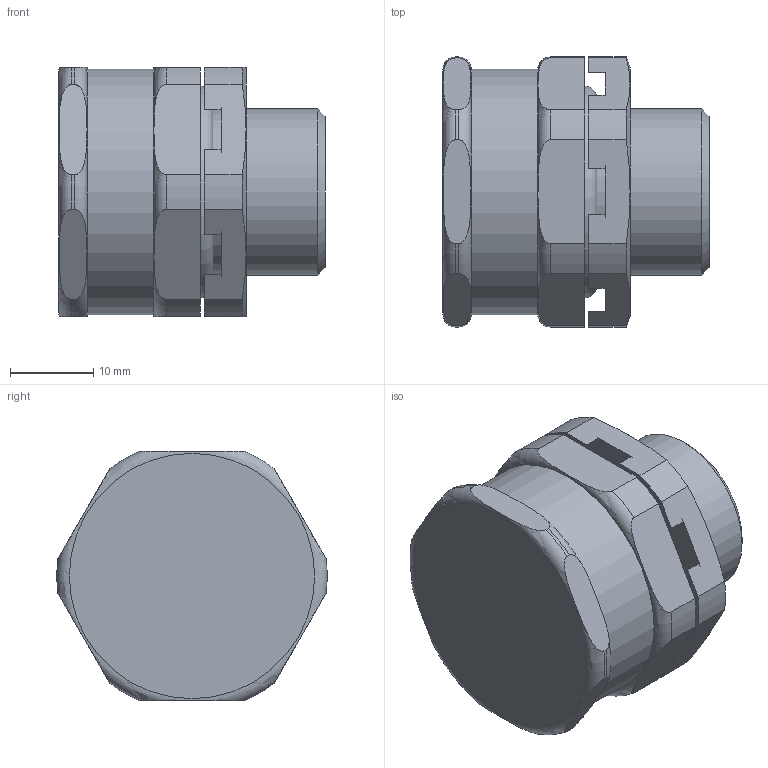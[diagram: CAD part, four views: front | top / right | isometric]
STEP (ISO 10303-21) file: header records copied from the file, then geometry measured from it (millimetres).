
FILE_DESCRIPTION(/* description */ ('Hawke IPT Template'),/* implementation_level */ '2;1');
FILE_NAME(/* name */ 'Part1.stp',/* time_stamp */ '2023-08-29T17:37:15+05:00',/* author */ ('pradhakrishnan'),/* organization */ (''),/* preprocessor_version */ 'ST-DEVELOPER v18',/* originating_system */ 'Autodesk Inventor 2020',/* authorisation */ '');
FILE_SCHEMA (('AUTOMOTIVE_DESIGN { 1 0 10303 214 3 1 1 }'));
Length unit declared in the file: millimetre
Products named in the file (1): Part1
Bounding box: 32 x 32.47 x 30 mm (x, y, z)
Volume: 20615.5 mm3; surface area: 7405.3 mm2
Topology: 4 solids, 4 shells, 69 faces, 184 edges, 122 vertices
Faces by surface type: plane 31, cylinder 27, cone 7, torus 4
Full cylindrical faces by diameter (mm): 13.45 x1, 20 x1, 29.5 x1
Entity records: 2724 total; most frequent: CARTESIAN_POINT 863, ORIENTED_EDGE 368, DIRECTION 366, EDGE_CURVE 184, AXIS2_PLACEMENT_3D 145, VERTEX_POINT 122, LINE 76, VECTOR 76
